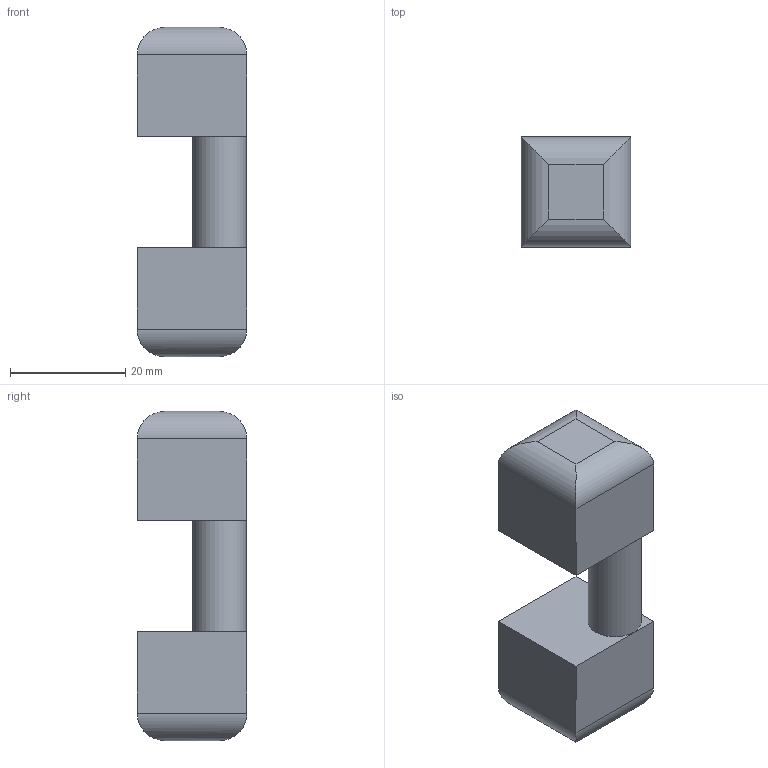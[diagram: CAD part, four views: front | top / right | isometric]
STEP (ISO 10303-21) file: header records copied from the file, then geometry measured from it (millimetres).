
FILE_DESCRIPTION(/* description */ (''),/* implementation_level */ '2;1');
FILE_NAME(/* name */ 'Part2.stp',/* time_stamp */ '2018-12-15T12:18:53-05:00',/* author */ ('Mark'),/* organization */ (''),/* preprocessor_version */ 'ST-DEVELOPER v16.1',/* originating_system */ 'Autodesk Inventor 2016',/* authorisation */ '');
FILE_SCHEMA (('AUTOMOTIVE_DESIGN { 1 0 10303 214 3 1 1 }'));
Length unit declared in the file: inch
Products named in the file (1): Part2
Bounding box: 19.05 x 19.05 x 57.15 mm (x, y, z)
Volume: 14378.6 mm3; surface area: 4425.5 mm2
Topology: 1 solids, 1 shells, 21 faces, 43 edges, 26 vertices
Faces by surface type: plane 12, cylinder 9
Full cylindrical faces by diameter (mm): 9.271 x1
Entity records: 564 total; most frequent: DIRECTION 96, CARTESIAN_POINT 90, ORIENTED_EDGE 84, EDGE_CURVE 42, LINE 32, VECTOR 32, AXIS2_PLACEMENT_3D 32, VERTEX_POINT 26
